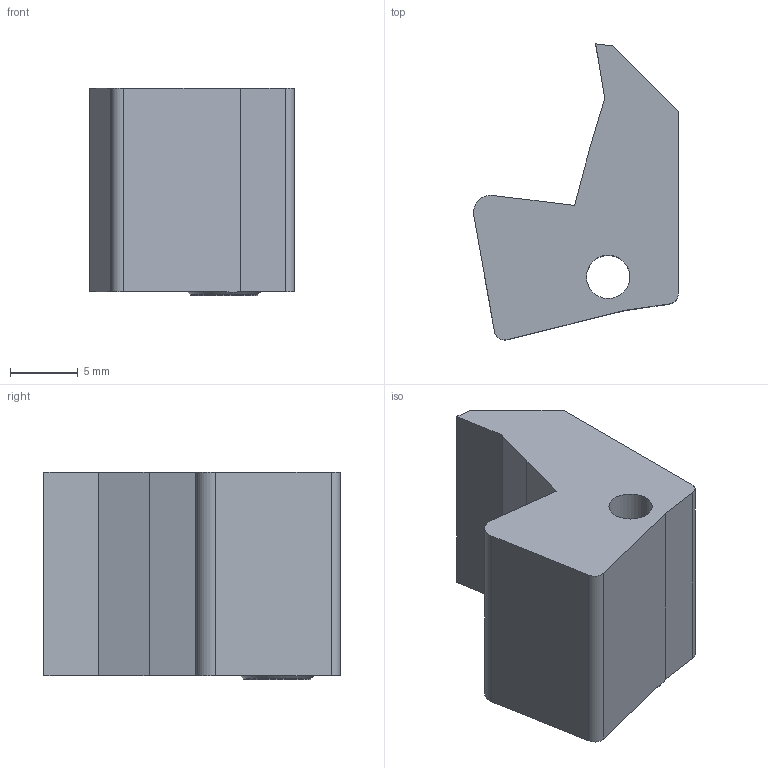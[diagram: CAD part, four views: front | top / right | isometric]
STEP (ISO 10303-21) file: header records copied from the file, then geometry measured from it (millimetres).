
FILE_DESCRIPTION(/* description */ (''),/* implementation_level */ '2;1');
FILE_NAME(/* name */ 'lever.stp',/* time_stamp */ '2016-08-09T11:42:02+02:00',/* author */ (''),/* organization */ (''),/* preprocessor_version */ 'ST-DEVELOPER v16.5',/* originating_system */ 'Autodesk Translation Framework v5.1.0.2740',/* authorisation */ '');
FILE_SCHEMA (('AUTOMOTIVE_DESIGN { 1 0 10303 214 3 1 1 }'));
Length unit declared in the file: centimetre
Products named in the file (1): lever v2(Spiegeln)
Bounding box: 15.13 x 21.87 x 15.3 mm (x, y, z)
Volume: 2704 mm3; surface area: 1515.7 mm2
Topology: 1 solids, 1 shells, 27 faces, 72 edges, 48 vertices
Faces by surface type: plane 21, cylinder 5, cone 1
Full cylindrical faces by diameter (mm): 3.2 x1, 5 x1
Entity records: 829 total; most frequent: CARTESIAN_POINT 141, ORIENTED_EDGE 132, DIRECTION 132, EDGE_CURVE 66, LINE 54, VECTOR 54, VERTEX_POINT 45, AXIS2_PLACEMENT_3D 39
